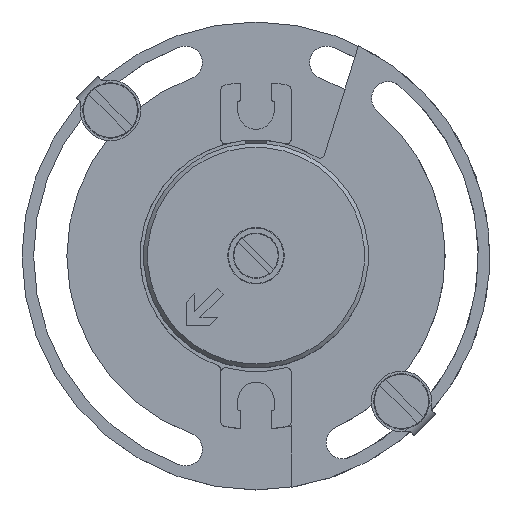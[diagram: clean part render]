
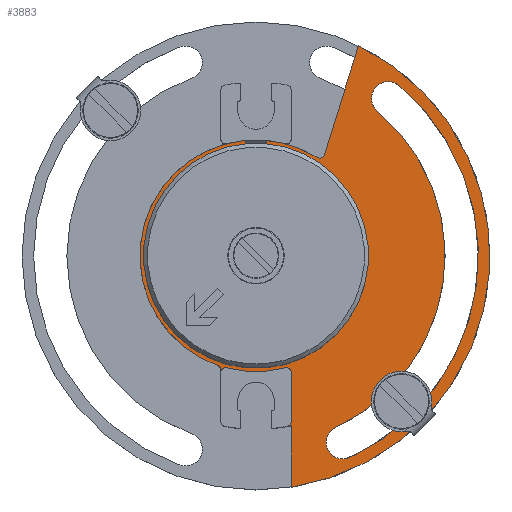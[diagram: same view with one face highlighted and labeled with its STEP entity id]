
A CAD part, top view. The second image highlights one B-rep face of the part: STEP entity #3883.
In plain terms, the highlighted planar face has unit normal (0, 0, 1).
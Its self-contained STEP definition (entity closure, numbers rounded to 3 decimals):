
#168=CIRCLE('',#4234,0.5);
#170=CIRCLE('',#4238,23.2);
#171=CIRCLE('',#4241,17.2);
#175=CIRCLE('',#4247,0.5);
#177=CIRCLE('',#4250,18.75);
#179=CIRCLE('',#4253,1.65);
#181=CIRCLE('',#4256,22.05);
#183=CIRCLE('',#4259,1.65);
#185=CIRCLE('',#4262,11.5);
#187=CIRCLE('',#4265,9.5);
#188=CIRCLE('',#4266,0.5);
#189=CIRCLE('',#4267,0.5);
#190=CIRCLE('',#4268,11.5);
#191=CIRCLE('',#4269,0.5);
#708=ORIENTED_EDGE('',*,*,#1727,.T.);
#709=ORIENTED_EDGE('',*,*,#1714,.T.);
#710=ORIENTED_EDGE('',*,*,#1723,.F.);
#711=ORIENTED_EDGE('',*,*,#1720,.F.);
#712=ORIENTED_EDGE('',*,*,#1717,.F.);
#713=ORIENTED_EDGE('',*,*,#1728,.T.);
#714=ORIENTED_EDGE('',*,*,#1729,.T.);
#715=ORIENTED_EDGE('',*,*,#1698,.T.);
#716=ORIENTED_EDGE('',*,*,#1696,.T.);
#717=ORIENTED_EDGE('',*,*,#1693,.T.);
#718=ORIENTED_EDGE('',*,*,#1690,.T.);
#719=ORIENTED_EDGE('',*,*,#1687,.F.);
#720=ORIENTED_EDGE('',*,*,#1725,.T.);
#721=ORIENTED_EDGE('',*,*,#1710,.F.);
#722=ORIENTED_EDGE('',*,*,#1707,.T.);
#723=ORIENTED_EDGE('',*,*,#1730,.T.);
#724=ORIENTED_EDGE('',*,*,#1731,.F.);
#725=ORIENTED_EDGE('',*,*,#1732,.T.);
#1687=EDGE_CURVE('',#2220,#2221,#168,.T.);
#1690=EDGE_CURVE('',#2223,#2221,#2598,.T.);
#1693=EDGE_CURVE('',#2225,#2223,#170,.T.);
#1696=EDGE_CURVE('',#2227,#2225,#2602,.T.);
#1698=EDGE_CURVE('',#2228,#2227,#171,.T.);
#1707=EDGE_CURVE('',#2237,#2236,#2610,.T.);
#1710=EDGE_CURVE('',#2237,#2239,#175,.T.);
#1714=EDGE_CURVE('',#2243,#2242,#177,.T.);
#1717=EDGE_CURVE('',#2243,#2245,#179,.T.);
#1720=EDGE_CURVE('',#2245,#2247,#181,.T.);
#1723=EDGE_CURVE('',#2247,#2242,#183,.T.);
#1725=EDGE_CURVE('',#2220,#2239,#185,.T.);
#1727=EDGE_CURVE('',#2249,#2249,#187,.T.);
#1728=EDGE_CURVE('',#2250,#2251,#2617,.T.);
#1729=EDGE_CURVE('',#2251,#2228,#188,.F.);
#1730=EDGE_CURVE('',#2236,#2252,#189,.F.);
#1731=EDGE_CURVE('',#2253,#2252,#190,.F.);
#1732=EDGE_CURVE('',#2253,#2250,#191,.F.);
#2220=VERTEX_POINT('',#6063);
#2221=VERTEX_POINT('',#6065);
#2223=VERTEX_POINT('',#6071);
#2225=VERTEX_POINT('',#6077);
#2227=VERTEX_POINT('',#6083);
#2228=VERTEX_POINT('',#6087);
#2236=VERTEX_POINT('',#6104);
#2237=VERTEX_POINT('',#6106);
#2239=VERTEX_POINT('',#6112);
#2242=VERTEX_POINT('',#6119);
#2243=VERTEX_POINT('',#6121);
#2245=VERTEX_POINT('',#6127);
#2247=VERTEX_POINT('',#6133);
#2249=VERTEX_POINT('',#6145);
#2250=VERTEX_POINT('',#6147);
#2251=VERTEX_POINT('',#6148);
#2252=VERTEX_POINT('',#6151);
#2253=VERTEX_POINT('',#6153);
#2598=LINE('',#6070,#2913);
#2602=LINE('',#6082,#2917);
#2610=LINE('',#6105,#2925);
#2617=LINE('',#6146,#2932);
#2913=VECTOR('',#4856,1000.);
#2917=VECTOR('',#4868,1000.);
#2925=VECTOR('',#4886,1000.);
#2932=VECTOR('',#4935,1000.);
#3226=EDGE_LOOP('',(#708));
#3227=EDGE_LOOP('',(#709,#710,#711,#712));
#3228=EDGE_LOOP('',(#713,#714,#715,#716,#717,#718,#719,#720,#721,#722,#723,
#724,#725));
#3500=FACE_BOUND('',#3226,.T.);
#3501=FACE_BOUND('',#3227,.T.);
#3502=FACE_BOUND('',#3228,.T.);
#3732=PLANE('',#4264);
#3883=ADVANCED_FACE('',(#3500,#3501,#3502),#3732,.T.);
#4234=AXIS2_PLACEMENT_3D('',#6064,#4850,#4851);
#4238=AXIS2_PLACEMENT_3D('',#6076,#4862,#4863);
#4241=AXIS2_PLACEMENT_3D('',#6086,#4872,#4873);
#4247=AXIS2_PLACEMENT_3D('',#6111,#4892,#4893);
#4250=AXIS2_PLACEMENT_3D('',#6120,#4900,#4901);
#4253=AXIS2_PLACEMENT_3D('',#6126,#4907,#4908);
#4256=AXIS2_PLACEMENT_3D('',#6132,#4914,#4915);
#4259=AXIS2_PLACEMENT_3D('',#6137,#4921,#4922);
#4262=AXIS2_PLACEMENT_3D('',#6140,#4927,#4928);
#4264=AXIS2_PLACEMENT_3D('',#6143,#4931,#4932);
#4265=AXIS2_PLACEMENT_3D('',#6144,#4933,#4934);
#4266=AXIS2_PLACEMENT_3D('',#6149,#4936,#4937);
#4267=AXIS2_PLACEMENT_3D('',#6150,#4938,#4939);
#4268=AXIS2_PLACEMENT_3D('',#6152,#4940,#4941);
#4269=AXIS2_PLACEMENT_3D('',#6154,#4942,#4943);
#4850=DIRECTION('',(0.,0.,1.));
#4851=DIRECTION('',(1.,0.,0.));
#4856=DIRECTION('',(-0.298,-0.954,0.));
#4862=DIRECTION('',(0.,0.,1.));
#4863=DIRECTION('',(1.,0.,0.));
#4868=DIRECTION('',(0.,-1.,0.));
#4872=DIRECTION('',(0.,0.,1.));
#4873=DIRECTION('',(1.,0.,0.));
#4886=DIRECTION('',(0.,-1.,0.));
#4892=DIRECTION('',(0.,0.,1.));
#4893=DIRECTION('',(1.,0.,0.));
#4900=DIRECTION('',(0.,0.,1.));
#4901=DIRECTION('',(1.,0.,0.));
#4907=DIRECTION('',(0.,0.,1.));
#4908=DIRECTION('',(1.,0.,0.));
#4914=DIRECTION('',(0.,0.,1.));
#4915=DIRECTION('',(1.,0.,0.));
#4921=DIRECTION('',(0.,0.,1.));
#4922=DIRECTION('',(1.,0.,0.));
#4927=DIRECTION('',(0.,0.,1.));
#4928=DIRECTION('',(1.,0.,0.));
#4931=DIRECTION('',(0.,0.,1.));
#4932=DIRECTION('',(1.,0.,0.));
#4933=DIRECTION('',(0.,0.,-1.));
#4934=DIRECTION('',(-1.,0.,0.));
#4935=DIRECTION('',(0.,-1.,0.));
#4936=DIRECTION('',(0.,0.,1.));
#4937=DIRECTION('',(1.,0.,0.));
#4938=DIRECTION('',(0.,0.,1.));
#4939=DIRECTION('',(1.,0.,0.));
#4940=DIRECTION('',(0.,0.,1.));
#4941=DIRECTION('',(1.,0.,0.));
#4942=DIRECTION('',(0.,0.,1.));
#4943=DIRECTION('',(1.,0.,0.));
#6063=CARTESIAN_POINT('',(6.054,9.778,2.));
#6064=CARTESIAN_POINT('',(6.317,10.203,2.));
#6065=CARTESIAN_POINT('',(6.794,10.053,2.));
#6070=CARTESIAN_POINT('',(10.17,20.852,2.));
#6071=CARTESIAN_POINT('',(10.17,20.852,2.));
#6076=CARTESIAN_POINT('',(0.,0.,2.));
#6077=CARTESIAN_POINT('',(3.5,-22.934,2.));
#6082=CARTESIAN_POINT('',(3.5,-16.84,2.));
#6083=CARTESIAN_POINT('',(3.5,-16.84,2.));
#6086=CARTESIAN_POINT('',(0.,0.,2.));
#6087=CARTESIAN_POINT('',(3.09,-16.92,2.));
#6104=CARTESIAN_POINT('',(-3.5,-11.619,2.));
#6105=CARTESIAN_POINT('',(-3.5,-11.314,2.));
#6106=CARTESIAN_POINT('',(-3.5,-11.314,2.));
#6111=CARTESIAN_POINT('',(-4.,-11.314,2.));
#6112=CARTESIAN_POINT('',(-3.833,-10.842,2.));
#6119=CARTESIAN_POINT('',(12.052,14.363,2.));
#6120=CARTESIAN_POINT('',(0.,0.,2.));
#6121=CARTESIAN_POINT('',(7.924,-16.993,2.));
#6126=CARTESIAN_POINT('',(8.621,-18.489,2.));
#6127=CARTESIAN_POINT('',(9.319,-19.984,2.));
#6132=CARTESIAN_POINT('',(0.,0.,2.));
#6133=CARTESIAN_POINT('',(14.173,16.891,2.));
#6137=CARTESIAN_POINT('',(13.113,15.627,2.));
#6140=CARTESIAN_POINT('',(0.,0.,2.));
#6143=CARTESIAN_POINT('',(6.317,10.203,2.));
#6144=CARTESIAN_POINT('',(0.,0.,2.));
#6145=CARTESIAN_POINT('',(-9.5,0.,2.));
#6146=CARTESIAN_POINT('',(3.5,10.203,2.));
#6147=CARTESIAN_POINT('',(3.5,-11.619,2.));
#6148=CARTESIAN_POINT('',(3.5,-16.428,2.));
#6149=CARTESIAN_POINT('',(3.,-16.428,2.));
#6150=CARTESIAN_POINT('',(-3.,-11.619,2.));
#6151=CARTESIAN_POINT('',(-2.875,-11.135,2.));
#6152=CARTESIAN_POINT('',(0.,0.,2.));
#6153=CARTESIAN_POINT('',(2.875,-11.135,2.));
#6154=CARTESIAN_POINT('',(3.,-11.619,2.));
